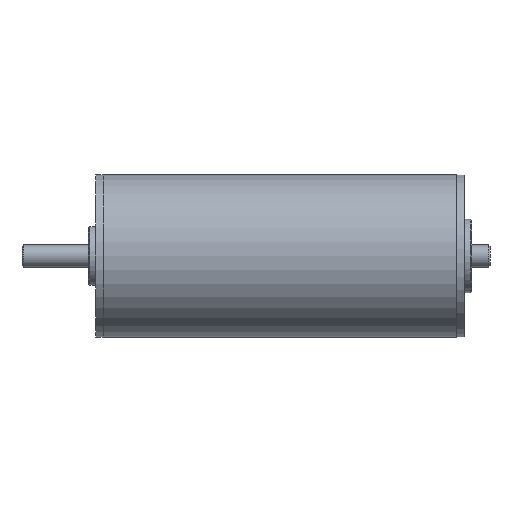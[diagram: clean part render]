
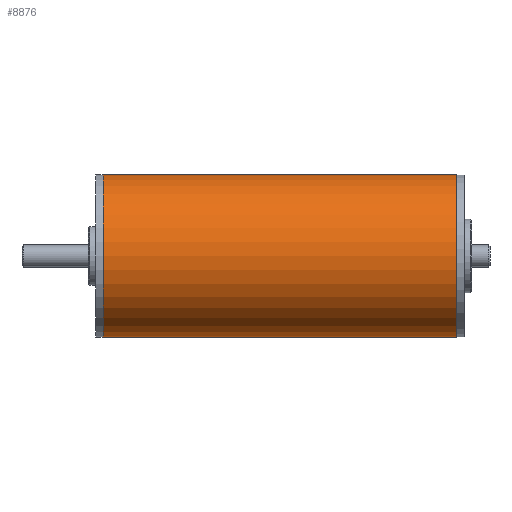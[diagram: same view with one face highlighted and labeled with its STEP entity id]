
A CAD part, left-side view. The second image highlights one B-rep face of the part: STEP entity #8876.
In plain terms, the highlighted cylindrical face has radius 11 mm (diameter 22 mm), a full revolution.
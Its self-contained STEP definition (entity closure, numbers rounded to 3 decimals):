
#320 = AXIS2_PLACEMENT_3D ( 'NONE', #4988, #11613, #7670 ) ;
#807 = CARTESIAN_POINT ( 'NONE',  ( 0., 48., 0. ) ) ;
#1271 = DIRECTION ( 'NONE',  ( 0., 0., -1. ) ) ;
#2090 = DIRECTION ( 'NONE',  ( 0., -1., 0. ) ) ;
#2384 = EDGE_CURVE ( 'NONE', #6468, #6468, #11955, .T. ) ;
#3121 = AXIS2_PLACEMENT_3D ( 'NONE', #807, #4655, #3648 ) ;
#3454 = ORIENTED_EDGE ( 'NONE', *, *, #2384, .F. ) ;
#3639 = EDGE_LOOP ( 'NONE', ( #5640 ) ) ;
#3648 = DIRECTION ( 'NONE',  ( 0., 0., -1. ) ) ;
#4655 = DIRECTION ( 'NONE',  ( 0., -1., 0. ) ) ;
#4988 = CARTESIAN_POINT ( 'NONE',  ( 0., 0., 0. ) ) ;
#5640 = ORIENTED_EDGE ( 'NONE', *, *, #9224, .T. ) ;
#6045 = FACE_OUTER_BOUND ( 'NONE', #11054, .T. ) ;
#6201 = VERTEX_POINT ( 'NONE', #9336 ) ;
#6328 = AXIS2_PLACEMENT_3D ( 'NONE', #9860, #2090, #1271 ) ;
#6468 = VERTEX_POINT ( 'NONE', #10414 ) ;
#6927 = CIRCLE ( 'NONE', #3121, 11. ) ;
#7670 = DIRECTION ( 'NONE',  ( 0., 0., -1. ) ) ;
#8876 = ADVANCED_FACE ( 'NONE', ( #10852, #6045 ), #10672, .T. ) ;
#9224 = EDGE_CURVE ( 'NONE', #6201, #6201, #6927, .T. ) ;
#9336 = CARTESIAN_POINT ( 'NONE',  ( 0., 48., -11. ) ) ;
#9860 = CARTESIAN_POINT ( 'NONE',  ( 0., 0., 0. ) ) ;
#10414 = CARTESIAN_POINT ( 'NONE',  ( 0., 0., -11. ) ) ;
#10672 = CYLINDRICAL_SURFACE ( 'NONE', #6328, 11. ) ;
#10852 = FACE_OUTER_BOUND ( 'NONE', #3639, .T. ) ;
#11054 = EDGE_LOOP ( 'NONE', ( #3454 ) ) ;
#11613 = DIRECTION ( 'NONE',  ( 0., -1., 0. ) ) ;
#11955 = CIRCLE ( 'NONE', #320, 11. ) ;
